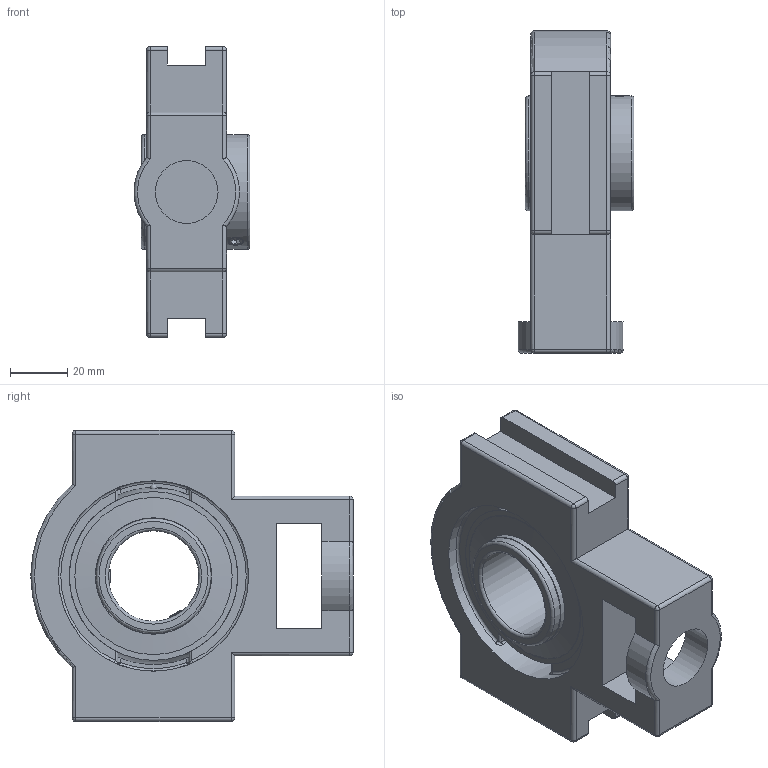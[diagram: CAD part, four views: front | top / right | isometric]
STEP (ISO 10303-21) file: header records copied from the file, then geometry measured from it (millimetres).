
FILE_DESCRIPTION(/* description */ ('Alibre Inc.'),/* implementation_level */ '2;1');
FILE_NAME(/* name */ 'export-74712F43-1B31-474B-810C-1C30024CAEDC',/* time_stamp */ '2020-05-18T09:50:35-07:00',/* author */ (''),/* organization */ (''),/* preprocessor_version */ 'ST-DEVELOPER v17',/* originating_system */ 'Alibre',/* authorisation */ '');
FILE_SCHEMA (('CONFIG_CONTROL_DESIGN'));
Length unit declared in the file: inch
Bounding box: 40.64 x 113 x 102 mm (x, y, z)
Volume: 158905.4 mm3; surface area: 56927.7 mm2
Topology: 16 solids, 16 shells, 180 faces, 441 edges, 259 vertices
Faces by surface type: cylinder 64, plane 59, sphere 28, torus 15, bspline 8, cone 6
Full cylindrical faces by diameter (mm): 5.359 x2, 22 x1, 31.75 x1, 40.259 x2, 40.284 x2, 40.792 x2, 55.093 x2, 55.118 x2, 66.752 x2, 70.35 x1
Entity records: 6627 total; most frequent: CARTESIAN_POINT 2490, DIRECTION 687, ORIENTED_EDGE 636, EDGE_CURVE 318, AXIS2_PLACEMENT_3D 303, FACE_BOUND 218, VERTEX_POINT 214, EDGE_LOOP 209
